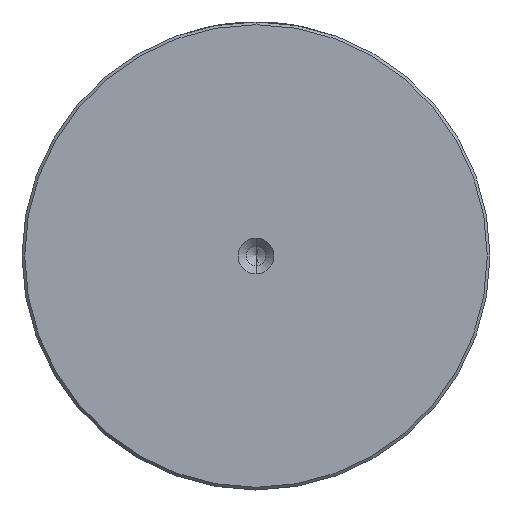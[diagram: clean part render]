
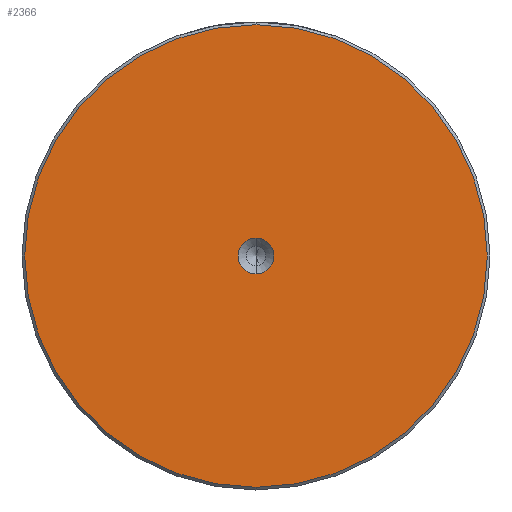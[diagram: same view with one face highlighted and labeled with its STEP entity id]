
A CAD part, left-side view. The second image highlights one B-rep face of the part: STEP entity #2366.
In plain terms, the highlighted planar face has unit normal (-1, 0, 0).
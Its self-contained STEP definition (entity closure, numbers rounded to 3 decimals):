
#25 = PLANE ( 'NONE',  #2243 ) ;
#35 = CARTESIAN_POINT ( 'NONE',  ( 0., 0., 0. ) ) ;
#177 = CIRCLE ( 'NONE', #771, 3.3 ) ;
#223 = VERTEX_POINT ( 'NONE', #773 ) ;
#272 = DIRECTION ( 'NONE',  ( 0., 0., 1. ) ) ;
#284 = DIRECTION ( 'NONE',  ( 0., 0., 1. ) ) ;
#451 = AXIS2_PLACEMENT_3D ( 'NONE', #801, #2564, #1052 ) ;
#453 = AXIS2_PLACEMENT_3D ( 'NONE', #2100, #590, #2354 ) ;
#590 = DIRECTION ( 'NONE',  ( -1., 0., 0. ) ) ;
#745 = EDGE_CURVE ( 'NONE', #3002, #223, #1444, .T. ) ;
#771 = AXIS2_PLACEMENT_3D ( 'NONE', #778, #2539, #1033 ) ;
#773 = CARTESIAN_POINT ( 'NONE',  ( 0., 0., -42.5 ) ) ;
#778 = CARTESIAN_POINT ( 'NONE',  ( 0., 0., 0. ) ) ;
#801 = CARTESIAN_POINT ( 'NONE',  ( 0., 0., 0. ) ) ;
#980 = CIRCLE ( 'NONE', #453, 42.5 ) ;
#1033 = DIRECTION ( 'NONE',  ( 0., 0., 1. ) ) ;
#1052 = DIRECTION ( 'NONE',  ( 0., 0., 1. ) ) ;
#1075 = EDGE_LOOP ( 'NONE', ( #2062, #1247 ) ) ;
#1103 = CARTESIAN_POINT ( 'NONE',  ( 0., 0., 42.5 ) ) ;
#1152 = EDGE_LOOP ( 'NONE', ( #3226, #2738 ) ) ;
#1180 = AXIS2_PLACEMENT_3D ( 'NONE', #35, #1800, #284 ) ;
#1247 = ORIENTED_EDGE ( 'NONE', *, *, #2051, .F. ) ;
#1336 = CIRCLE ( 'NONE', #451, 3.3 ) ;
#1343 = CARTESIAN_POINT ( 'NONE',  ( 0., 0., -3.3 ) ) ;
#1444 = CIRCLE ( 'NONE', #1180, 42.5 ) ;
#1579 = FACE_BOUND ( 'NONE', #1075, .T. ) ;
#1800 = DIRECTION ( 'NONE',  ( -1., 0., 0. ) ) ;
#1908 = EDGE_CURVE ( 'NONE', #223, #3002, #980, .T. ) ;
#1988 = EDGE_CURVE ( 'NONE', #3224, #2968, #177, .T. ) ;
#2051 = EDGE_CURVE ( 'NONE', #2968, #3224, #1336, .T. ) ;
#2062 = ORIENTED_EDGE ( 'NONE', *, *, #1988, .F. ) ;
#2100 = CARTESIAN_POINT ( 'NONE',  ( 0., 0., 0. ) ) ;
#2243 = AXIS2_PLACEMENT_3D ( 'NONE', #3017, #2767, #272 ) ;
#2354 = DIRECTION ( 'NONE',  ( 0., 0., 1. ) ) ;
#2366 = ADVANCED_FACE ( 'NONE', ( #2820, #1579 ), #25, .T. ) ;
#2539 = DIRECTION ( 'NONE',  ( -1., 0., 0. ) ) ;
#2564 = DIRECTION ( 'NONE',  ( -1., 0., 0. ) ) ;
#2710 = CARTESIAN_POINT ( 'NONE',  ( 0., 0., 3.3 ) ) ;
#2738 = ORIENTED_EDGE ( 'NONE', *, *, #745, .T. ) ;
#2767 = DIRECTION ( 'NONE',  ( -1., 0., 0. ) ) ;
#2820 = FACE_OUTER_BOUND ( 'NONE', #1152, .T. ) ;
#2968 = VERTEX_POINT ( 'NONE', #1343 ) ;
#3002 = VERTEX_POINT ( 'NONE', #1103 ) ;
#3017 = CARTESIAN_POINT ( 'NONE',  ( 0., 0., 0. ) ) ;
#3224 = VERTEX_POINT ( 'NONE', #2710 ) ;
#3226 = ORIENTED_EDGE ( 'NONE', *, *, #1908, .T. ) ;
